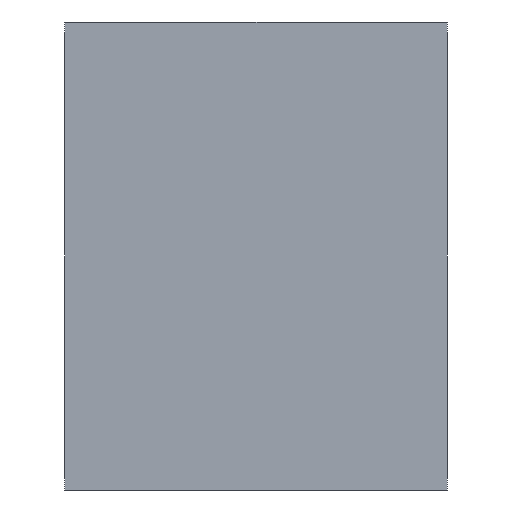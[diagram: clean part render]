
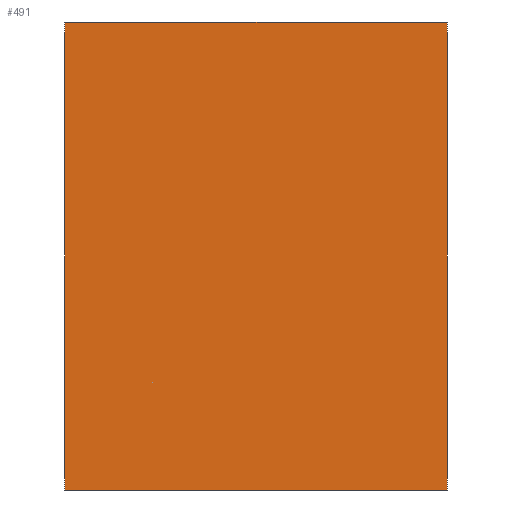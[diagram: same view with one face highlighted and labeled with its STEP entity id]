
A CAD part, left-side view. The second image highlights one B-rep face of the part: STEP entity #491.
In plain terms, the highlighted planar face has unit normal (-1, 0, 0).
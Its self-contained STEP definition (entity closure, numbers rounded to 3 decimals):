
#35=FACE_OUTER_BOUND('',#63,.T.);
#63=EDGE_LOOP('',(#371,#372,#373,#374));
#111=LINE('',#736,#171);
#113=LINE('',#740,#173);
#116=LINE('',#746,#176);
#117=LINE('',#747,#177);
#171=VECTOR('',#608,0.55);
#173=VECTOR('',#612,0.45);
#176=VECTOR('',#617,0.45);
#177=VECTOR('',#618,0.55);
#219=VERTEX_POINT('',#733);
#220=VERTEX_POINT('',#735);
#221=VERTEX_POINT('',#739);
#223=VERTEX_POINT('',#745);
#271=EDGE_CURVE('',#220,#219,#111,.T.);
#273=EDGE_CURVE('',#220,#221,#113,.T.);
#276=EDGE_CURVE('',#223,#219,#116,.T.);
#277=EDGE_CURVE('',#221,#223,#117,.T.);
#371=ORIENTED_EDGE('',*,*,#276,.F.);
#372=ORIENTED_EDGE('',*,*,#277,.F.);
#373=ORIENTED_EDGE('',*,*,#273,.F.);
#374=ORIENTED_EDGE('',*,*,#271,.T.);
#431=PLANE('',#524);
#491=ADVANCED_FACE('',(#35),#431,.T.);
#524=AXIS2_PLACEMENT_3D('',#744,#615,#616);
#608=DIRECTION('',(0.,0.,1.));
#612=DIRECTION('',(0.,1.,0.));
#615=DIRECTION('center_axis',(-1.,0.,0.));
#616=DIRECTION('ref_axis',(0.,-1.,0.));
#617=DIRECTION('',(0.,-1.,0.));
#618=DIRECTION('',(0.,0.,1.));
#733=CARTESIAN_POINT('',(-0.014,-0.014,0.536));
#735=CARTESIAN_POINT('',(-0.014,-0.014,-0.014));
#736=CARTESIAN_POINT('',(-0.014,-0.014,0.522));
#739=CARTESIAN_POINT('',(-0.014,0.436,-0.014));
#740=CARTESIAN_POINT('',(-0.014,0.,-0.014));
#744=CARTESIAN_POINT('Origin',(-0.014,0.436,0.522));
#745=CARTESIAN_POINT('',(-0.014,0.436,0.536));
#746=CARTESIAN_POINT('',(-0.014,0.436,0.536));
#747=CARTESIAN_POINT('',(-0.014,0.436,0.522));
